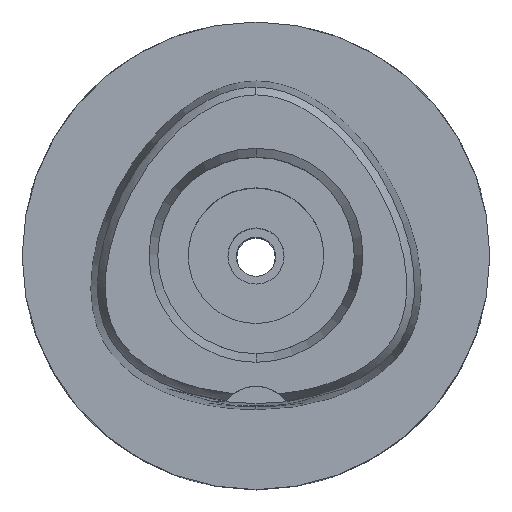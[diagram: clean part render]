
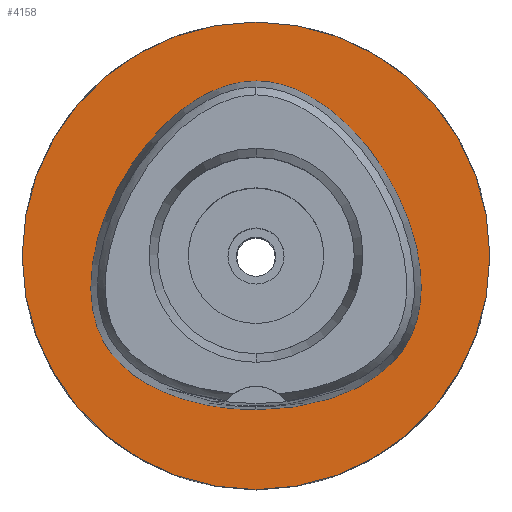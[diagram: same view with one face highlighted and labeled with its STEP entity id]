
A CAD part, top view. The second image highlights one B-rep face of the part: STEP entity #4158.
In plain terms, the highlighted planar face has unit normal (0, 0, 1).
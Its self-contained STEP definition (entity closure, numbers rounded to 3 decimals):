
#265 = CARTESIAN_POINT ( 'NONE',  ( -16.517, 3.703, 0. ) ) ;
#308 = CARTESIAN_POINT ( 'NONE',  ( 0., -16.455, 0. ) ) ;
#338 = CARTESIAN_POINT ( 'NONE',  ( 17.564, -5.456, 0. ) ) ;
#413 = CARTESIAN_POINT ( 'NONE',  ( 0., 0., 0. ) ) ;
#529 = EDGE_CURVE ( 'NONE', #1676, #3070, #1656, .T. ) ;
#591 = CARTESIAN_POINT ( 'NONE',  ( -1.684, -16.455, 0. ) ) ;
#599 = VERTEX_POINT ( 'NONE', #3544 ) ;
#607 = CARTESIAN_POINT ( 'NONE',  ( -7.968, 15.831, 0. ) ) ;
#669 = CARTESIAN_POINT ( 'NONE',  ( 0., 0., 0. ) ) ;
#678 = CARTESIAN_POINT ( 'NONE',  ( -17.498, -0.229, 0. ) ) ;
#679 = CARTESIAN_POINT ( 'NONE',  ( 5.051, -16.156, 0. ) ) ;
#771 = CARTESIAN_POINT ( 'NONE',  ( 16.669, -8.446, 0. ) ) ;
#861 = AXIS2_PLACEMENT_3D ( 'NONE', #413, #2629, #3315 ) ;
#875 = AXIS2_PLACEMENT_3D ( 'NONE', #3770, #4457, #4100 ) ;
#1037 = ORIENTED_EDGE ( 'NONE', *, *, #529, .F. ) ;
#1117 = CARTESIAN_POINT ( 'NONE',  ( 2.041, 18.55, 0. ) ) ;
#1231 = EDGE_CURVE ( 'NONE', #2590, #599, #4085, .T. ) ;
#1312 = ORIENTED_EDGE ( 'NONE', *, *, #1437, .F. ) ;
#1335 = CARTESIAN_POINT ( 'NONE',  ( -4.729, 17.735, 0. ) ) ;
#1437 = EDGE_CURVE ( 'NONE', #599, #2590, #2313, .T. ) ;
#1440 = DIRECTION ( 'NONE',  ( 0., 1., 0. ) ) ;
#1446 = FACE_BOUND ( 'NONE', #2017, .T. ) ;
#1450 = CARTESIAN_POINT ( 'NONE',  ( 4.729, 17.735, 0. ) ) ;
#1548 = CARTESIAN_POINT ( 'NONE',  ( 0., -25., 0. ) ) ;
#1656 = CIRCLE ( 'NONE', #875, 25. ) ;
#1676 = VERTEX_POINT ( 'NONE', #1548 ) ;
#1778 = CARTESIAN_POINT ( 'NONE',  ( -17.711, -3.269, 0. ) ) ;
#1830 = CARTESIAN_POINT ( 'NONE',  ( 8.947, -15.039, 0. ) ) ;
#1877 = CARTESIAN_POINT ( 'NONE',  ( 17.498, -0.229, 0. ) ) ;
#1983 = CARTESIAN_POINT ( 'NONE',  ( 0., 18.695, 0. ) ) ;
#2017 = EDGE_LOOP ( 'NONE', ( #2541, #1312 ) ) ;
#2085 = EDGE_CURVE ( 'NONE', #3070, #1676, #4344, .T. ) ;
#2107 = CARTESIAN_POINT ( 'NONE',  ( -16.206, -9.357, 0. ) ) ;
#2174 = CARTESIAN_POINT ( 'NONE',  ( -14.788, -11.282, 0. ) ) ;
#2175 = CARTESIAN_POINT ( 'NONE',  ( 11.466, 12.452, 0. ) ) ;
#2225 = CARTESIAN_POINT ( 'NONE',  ( 17.711, -3.269, 0. ) ) ;
#2246 = CARTESIAN_POINT ( 'NONE',  ( 15.649, -10.213, 0. ) ) ;
#2268 = CARTESIAN_POINT ( 'NONE',  ( 0., 18.695, 0. ) ) ;
#2313 = B_SPLINE_CURVE_WITH_KNOTS ( 'NONE', 3,
 ( #3340, #4096, #679, #1830, #4431, #2921, #3671, #2246, #4746, #771, #3741, #338, #2225, #1877, #4074, #2533, #2175, #4001, #1450, #1117, #4451, #2268 ),
 .UNSPECIFIED., .F., .F.,
 ( 4, 1, 1, 1, 1, 1, 1, 1, 1, 1, 1, 1, 1, 1, 1, 1, 1, 1, 1, 4 ),
 ( 0., 0.083, 0.167, 0.208, 0.25, 0.292, 0.312, 0.333, 0.354, 0.375, 0.417, 0.458, 0.5, 0.583, 0.667, 0.75, 0.833, 0.917, 0.958, 1. ),
 .UNSPECIFIED. ) ;
#2486 = CARTESIAN_POINT ( 'NONE',  ( -5.051, -16.156, 0. ) ) ;
#2533 = CARTESIAN_POINT ( 'NONE',  ( 14.38, 8.302, 0. ) ) ;
#2541 = ORIENTED_EDGE ( 'NONE', *, *, #1231, .F. ) ;
#2590 = VERTEX_POINT ( 'NONE', #1983 ) ;
#2629 = DIRECTION ( 'NONE',  ( 0., 0., -1. ) ) ;
#2831 = CARTESIAN_POINT ( 'NONE',  ( 0., 18.695, 0. ) ) ;
#2921 = CARTESIAN_POINT ( 'NONE',  ( 13.507, -12.483, 0. ) ) ;
#2992 = FACE_OUTER_BOUND ( 'NONE', #4428, .T. ) ;
#3070 = VERTEX_POINT ( 'NONE', #4010 ) ;
#3247 = CARTESIAN_POINT ( 'NONE',  ( -2.041, 18.55, 0. ) ) ;
#3269 = CARTESIAN_POINT ( 'NONE',  ( -11.466, 12.452, 0. ) ) ;
#3315 = DIRECTION ( 'NONE',  ( 0., -1., 0. ) ) ;
#3340 = CARTESIAN_POINT ( 'NONE',  ( 0., -16.455, 0. ) ) ;
#3544 = CARTESIAN_POINT ( 'NONE',  ( 0., -16.455, 0. ) ) ;
#3581 = CARTESIAN_POINT ( 'NONE',  ( -15.649, -10.213, 0. ) ) ;
#3606 = CARTESIAN_POINT ( 'NONE',  ( -14.38, 8.302, 0. ) ) ;
#3625 = CARTESIAN_POINT ( 'NONE',  ( -0.68, 18.695, 0. ) ) ;
#3645 = CARTESIAN_POINT ( 'NONE',  ( -13.507, -12.483, 0. ) ) ;
#3671 = CARTESIAN_POINT ( 'NONE',  ( 14.788, -11.282, 0. ) ) ;
#3741 = CARTESIAN_POINT ( 'NONE',  ( 17.165, -7.166, 0. ) ) ;
#3770 = CARTESIAN_POINT ( 'NONE',  ( 0., 0., 0. ) ) ;
#3956 = CARTESIAN_POINT ( 'NONE',  ( -17.165, -7.166, 0. ) ) ;
#4001 = CARTESIAN_POINT ( 'NONE',  ( 7.968, 15.831, 0. ) ) ;
#4010 = CARTESIAN_POINT ( 'NONE',  ( 0., 25., 0. ) ) ;
#4074 = CARTESIAN_POINT ( 'NONE',  ( 16.517, 3.703, 0. ) ) ;
#4085 = B_SPLINE_CURVE_WITH_KNOTS ( 'NONE', 3,
 ( #2831, #3625, #3247, #1335, #607, #3269, #3606, #265, #678, #1778, #4297, #3956, #4693, #2107, #3581, #2174, #3645, #4674, #4716, #2486, #591, #308 ),
 .UNSPECIFIED., .F., .F.,
 ( 4, 1, 1, 1, 1, 1, 1, 1, 1, 1, 1, 1, 1, 1, 1, 1, 1, 1, 1, 4 ),
 ( 0., 0.042, 0.083, 0.167, 0.25, 0.333, 0.417, 0.5, 0.542, 0.583, 0.625, 0.646, 0.667, 0.688, 0.708, 0.75, 0.792, 0.833, 0.917, 1. ),
 .UNSPECIFIED. ) ;
#4096 = CARTESIAN_POINT ( 'NONE',  ( 1.684, -16.455, 0. ) ) ;
#4100 = DIRECTION ( 'NONE',  ( 0., -1., 0. ) ) ;
#4158 = ADVANCED_FACE ( 'NONE', ( #2992, #1446 ), #4784, .F. ) ;
#4162 = ORIENTED_EDGE ( 'NONE', *, *, #2085, .F. ) ;
#4297 = CARTESIAN_POINT ( 'NONE',  ( -17.564, -5.456, 0. ) ) ;
#4344 = CIRCLE ( 'NONE', #4360, 25. ) ;
#4360 = AXIS2_PLACEMENT_3D ( 'NONE', #669, #4705, #1440 ) ;
#4428 = EDGE_LOOP ( 'NONE', ( #4162, #1037 ) ) ;
#4431 = CARTESIAN_POINT ( 'NONE',  ( 11.687, -13.704, 0. ) ) ;
#4451 = CARTESIAN_POINT ( 'NONE',  ( 0.68, 18.695, 0. ) ) ;
#4457 = DIRECTION ( 'NONE',  ( 0., 0., -1. ) ) ;
#4674 = CARTESIAN_POINT ( 'NONE',  ( -11.687, -13.704, 0. ) ) ;
#4693 = CARTESIAN_POINT ( 'NONE',  ( -16.669, -8.446, 0. ) ) ;
#4705 = DIRECTION ( 'NONE',  ( 0., 0., -1. ) ) ;
#4716 = CARTESIAN_POINT ( 'NONE',  ( -8.947, -15.039, 0. ) ) ;
#4746 = CARTESIAN_POINT ( 'NONE',  ( 16.206, -9.357, 0. ) ) ;
#4784 = PLANE ( 'NONE',  #861 ) ;
